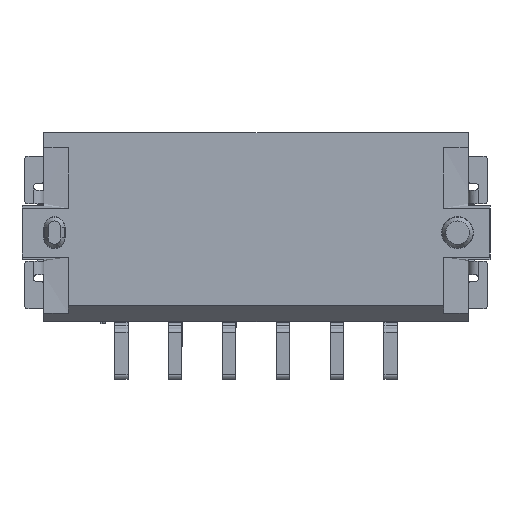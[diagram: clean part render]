
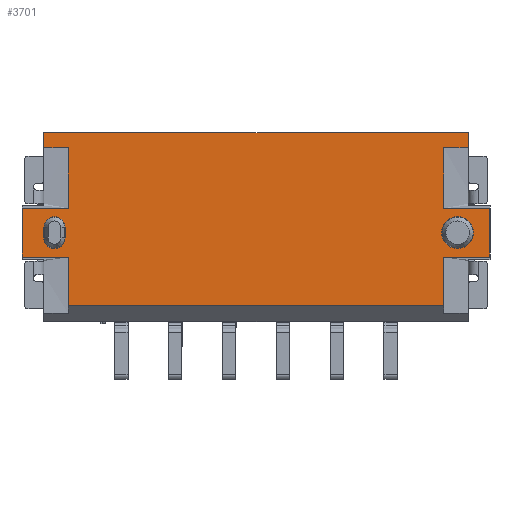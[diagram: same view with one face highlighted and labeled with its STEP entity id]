
A CAD part, front view. The second image highlights one B-rep face of the part: STEP entity #3701.
In plain terms, the highlighted planar face has unit normal (0, -1, 0).
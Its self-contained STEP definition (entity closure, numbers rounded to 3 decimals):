
#3121=CARTESIAN_POINT('',(15.2,-2.45,0.75));
#3122=VERTEX_POINT('',#3121);
#3129=CARTESIAN_POINT('',(-2.5,-2.45,0.75));
#3130=VERTEX_POINT('',#3129);
#3131=CARTESIAN_POINT('',(15.2,-2.45,0.75));
#3132=DIRECTION('',(-1.,0.,0.));
#3133=VECTOR('',#3132,17.7);
#3134=LINE('',#3131,#3133);
#3135=EDGE_CURVE('',#3122,#3130,#3134,.T.);
#3464=CARTESIAN_POINT('',(-3.65,-2.45,8.9));
#3465=VERTEX_POINT('',#3464);
#3472=CARTESIAN_POINT('',(16.35,-2.45,8.9));
#3473=VERTEX_POINT('',#3472);
#3474=CARTESIAN_POINT('',(-3.65,-2.45,8.9));
#3475=DIRECTION('',(1.,0.,0.));
#3476=VECTOR('',#3475,20.);
#3477=LINE('',#3474,#3476);
#3478=EDGE_CURVE('',#3465,#3473,#3477,.T.);
#3537=CARTESIAN_POINT('',(6.35,-2.45,4.825));
#3538=DIRECTION('',(0.,0.,-1.));
#3539=DIRECTION('',(0.,-1.,0.));
#3540=AXIS2_PLACEMENT_3D('',#3537,#3539,#3538);
#3541=PLANE('',#3540);
#3542=CARTESIAN_POINT('',(15.2,-2.45,3.05));
#3543=VERTEX_POINT('',#3542);
#3544=CARTESIAN_POINT('',(15.2,-2.45,0.75));
#3545=DIRECTION('',(0.,0.,1.));
#3546=VECTOR('',#3545,2.3);
#3547=LINE('',#3544,#3546);
#3548=EDGE_CURVE('',#3122,#3543,#3547,.T.);
#3549=ORIENTED_EDGE('',*,*,#3548,.T.);
#3550=CARTESIAN_POINT('',(17.38,-2.45,3.05));
#3551=VERTEX_POINT('',#3550);
#3552=CARTESIAN_POINT('',(15.2,-2.45,3.05));
#3553=DIRECTION('',(1.,0.,0.));
#3554=VECTOR('',#3553,2.18);
#3555=LINE('',#3552,#3554);
#3556=EDGE_CURVE('',#3543,#3551,#3555,.T.);
#3557=ORIENTED_EDGE('',*,*,#3556,.T.);
#3558=CARTESIAN_POINT('',(17.38,-2.45,5.35));
#3559=VERTEX_POINT('',#3558);
#3560=CARTESIAN_POINT('',(17.38,-2.45,3.05));
#3561=DIRECTION('',(0.,0.,1.));
#3562=VECTOR('',#3561,2.3);
#3563=LINE('',#3560,#3562);
#3564=EDGE_CURVE('',#3551,#3559,#3563,.T.);
#3565=ORIENTED_EDGE('',*,*,#3564,.T.);
#3566=CARTESIAN_POINT('',(15.2,-2.45,5.35));
#3567=VERTEX_POINT('',#3566);
#3568=CARTESIAN_POINT('',(17.38,-2.45,5.35));
#3569=DIRECTION('',(-1.,0.,0.));
#3570=VECTOR('',#3569,2.18);
#3571=LINE('',#3568,#3570);
#3572=EDGE_CURVE('',#3559,#3567,#3571,.T.);
#3573=ORIENTED_EDGE('',*,*,#3572,.T.);
#3574=CARTESIAN_POINT('',(15.2,-2.45,8.2));
#3575=VERTEX_POINT('',#3574);
#3576=CARTESIAN_POINT('',(15.2,-2.45,5.35));
#3577=DIRECTION('',(0.,0.,1.));
#3578=VECTOR('',#3577,2.85);
#3579=LINE('',#3576,#3578);
#3580=EDGE_CURVE('',#3567,#3575,#3579,.T.);
#3581=ORIENTED_EDGE('',*,*,#3580,.T.);
#3582=CARTESIAN_POINT('',(16.35,-2.45,8.2));
#3583=VERTEX_POINT('',#3582);
#3584=CARTESIAN_POINT('',(15.2,-2.45,8.2));
#3585=DIRECTION('',(1.,0.,0.));
#3586=VECTOR('',#3585,1.15);
#3587=LINE('',#3584,#3586);
#3588=EDGE_CURVE('',#3575,#3583,#3587,.T.);
#3589=ORIENTED_EDGE('',*,*,#3588,.T.);
#3590=CARTESIAN_POINT('',(16.35,-2.45,8.9));
#3591=DIRECTION('',(0.,0.,-1.));
#3592=VECTOR('',#3591,0.7);
#3593=LINE('',#3590,#3592);
#3594=EDGE_CURVE('',#3473,#3583,#3593,.T.);
#3595=ORIENTED_EDGE('',*,*,#3594,.F.);
#3596=ORIENTED_EDGE('',*,*,#3478,.F.);
#3597=CARTESIAN_POINT('',(-3.65,-2.45,8.2));
#3598=VERTEX_POINT('',#3597);
#3599=CARTESIAN_POINT('',(-3.65,-2.45,8.9));
#3600=DIRECTION('',(0.,0.,-1.));
#3601=VECTOR('',#3600,0.7);
#3602=LINE('',#3599,#3601);
#3603=EDGE_CURVE('',#3465,#3598,#3602,.T.);
#3604=ORIENTED_EDGE('',*,*,#3603,.T.);
#3605=CARTESIAN_POINT('',(-2.5,-2.45,8.2));
#3606=VERTEX_POINT('',#3605);
#3607=CARTESIAN_POINT('',(-3.65,-2.45,8.2));
#3608=DIRECTION('',(1.,0.,0.));
#3609=VECTOR('',#3608,1.15);
#3610=LINE('',#3607,#3609);
#3611=EDGE_CURVE('',#3598,#3606,#3610,.T.);
#3612=ORIENTED_EDGE('',*,*,#3611,.T.);
#3613=CARTESIAN_POINT('',(-2.5,-2.45,5.35));
#3614=VERTEX_POINT('',#3613);
#3615=CARTESIAN_POINT('',(-2.5,-2.45,8.2));
#3616=DIRECTION('',(0.,0.,-1.));
#3617=VECTOR('',#3616,2.85);
#3618=LINE('',#3615,#3617);
#3619=EDGE_CURVE('',#3606,#3614,#3618,.T.);
#3620=ORIENTED_EDGE('',*,*,#3619,.T.);
#3621=CARTESIAN_POINT('',(-4.68,-2.45,5.35));
#3622=VERTEX_POINT('',#3621);
#3623=CARTESIAN_POINT('',(-2.5,-2.45,5.35));
#3624=DIRECTION('',(-1.,0.,0.));
#3625=VECTOR('',#3624,2.18);
#3626=LINE('',#3623,#3625);
#3627=EDGE_CURVE('',#3614,#3622,#3626,.T.);
#3628=ORIENTED_EDGE('',*,*,#3627,.T.);
#3629=CARTESIAN_POINT('',(-4.68,-2.45,3.05));
#3630=VERTEX_POINT('',#3629);
#3631=CARTESIAN_POINT('',(-4.68,-2.45,5.35));
#3632=DIRECTION('',(0.,0.,-1.));
#3633=VECTOR('',#3632,2.3);
#3634=LINE('',#3631,#3633);
#3635=EDGE_CURVE('',#3622,#3630,#3634,.T.);
#3636=ORIENTED_EDGE('',*,*,#3635,.T.);
#3637=CARTESIAN_POINT('',(-2.5,-2.45,3.05));
#3638=VERTEX_POINT('',#3637);
#3639=CARTESIAN_POINT('',(-4.68,-2.45,3.05));
#3640=DIRECTION('',(1.,0.,0.));
#3641=VECTOR('',#3640,2.18);
#3642=LINE('',#3639,#3641);
#3643=EDGE_CURVE('',#3630,#3638,#3642,.T.);
#3644=ORIENTED_EDGE('',*,*,#3643,.T.);
#3645=CARTESIAN_POINT('',(-2.5,-2.45,3.05));
#3646=DIRECTION('',(0.,0.,-1.));
#3647=VECTOR('',#3646,2.3);
#3648=LINE('',#3645,#3647);
#3649=EDGE_CURVE('',#3638,#3130,#3648,.T.);
#3650=ORIENTED_EDGE('',*,*,#3649,.T.);
#3651=ORIENTED_EDGE('',*,*,#3135,.F.);
#3652=EDGE_LOOP('',(#3549,#3557,#3565,#3573,#3581,#3589,#3595,#3596,#3604,#3612,#3620,#3628,#3636,#3644,#3650,#3651));
#3653=FACE_OUTER_BOUND('',#3652,.T.);
#3654=CARTESIAN_POINT('',(15.1,-2.45,4.2));
#3655=VERTEX_POINT('',#3654);
#3656=CARTESIAN_POINT('',(15.85,-2.45,4.2));
#3657=DIRECTION('',(-1.,0.,0.));
#3658=DIRECTION('',(0.,1.,0.));
#3659=AXIS2_PLACEMENT_3D('',#3656,#3658,#3657);
#3660=CIRCLE('',#3659,0.75);
#3661=EDGE_CURVE('',#3655,#3655,#3660,.T.);
#3662=ORIENTED_EDGE('',*,*,#3661,.T.);
#3663=EDGE_LOOP('',(#3662));
#3664=FACE_BOUND('',#3663,.T.);
#3665=CARTESIAN_POINT('',(-2.65,-2.45,4.45));
#3666=VERTEX_POINT('',#3665);
#3667=CARTESIAN_POINT('',(-2.65,-2.45,3.95));
#3668=VERTEX_POINT('',#3667);
#3669=CARTESIAN_POINT('',(-2.65,-2.45,4.45));
#3670=DIRECTION('',(0.,0.,-1.));
#3671=VECTOR('',#3670,0.5);
#3672=LINE('',#3669,#3671);
#3673=EDGE_CURVE('',#3666,#3668,#3672,.T.);
#3674=ORIENTED_EDGE('',*,*,#3673,.T.);
#3675=CARTESIAN_POINT('',(-3.65,-2.45,3.95));
#3676=VERTEX_POINT('',#3675);
#3677=CARTESIAN_POINT('',(-3.15,-2.45,3.95));
#3678=DIRECTION('',(1.,0.,0.));
#3679=DIRECTION('',(0.,1.,0.));
#3680=AXIS2_PLACEMENT_3D('',#3677,#3679,#3678);
#3681=CIRCLE('',#3680,0.5);
#3682=EDGE_CURVE('',#3668,#3676,#3681,.T.);
#3683=ORIENTED_EDGE('',*,*,#3682,.T.);
#3684=CARTESIAN_POINT('',(-3.65,-2.45,4.45));
#3685=VERTEX_POINT('',#3684);
#3686=CARTESIAN_POINT('',(-3.65,-2.45,3.95));
#3687=DIRECTION('',(0.,0.,1.));
#3688=VECTOR('',#3687,0.5);
#3689=LINE('',#3686,#3688);
#3690=EDGE_CURVE('',#3676,#3685,#3689,.T.);
#3691=ORIENTED_EDGE('',*,*,#3690,.T.);
#3692=CARTESIAN_POINT('',(-3.15,-2.45,4.45));
#3693=DIRECTION('',(-1.,0.,0.));
#3694=DIRECTION('',(0.,1.,0.));
#3695=AXIS2_PLACEMENT_3D('',#3692,#3694,#3693);
#3696=CIRCLE('',#3695,0.5);
#3697=EDGE_CURVE('',#3685,#3666,#3696,.T.);
#3698=ORIENTED_EDGE('',*,*,#3697,.T.);
#3699=EDGE_LOOP('',(#3674,#3683,#3691,#3698));
#3700=FACE_BOUND('',#3699,.T.);
#3701=ADVANCED_FACE('',(#3653,#3664,#3700),#3541,.T.);
